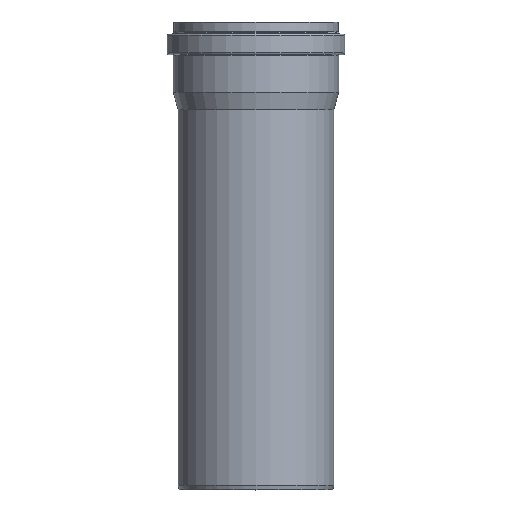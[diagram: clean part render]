
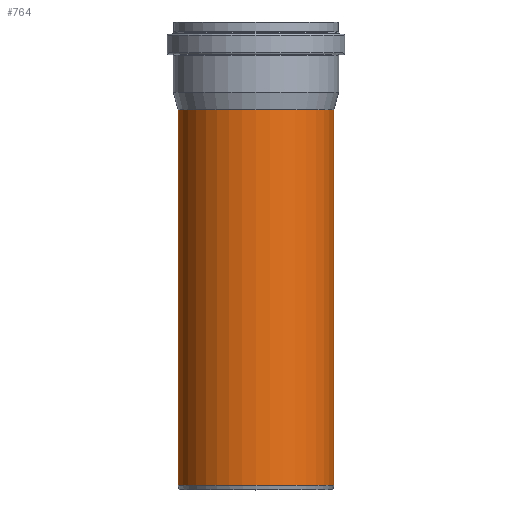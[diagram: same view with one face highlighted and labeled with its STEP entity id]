
A CAD part, top view. The second image highlights one B-rep face of the part: STEP entity #764.
In plain terms, the highlighted cylindrical face has radius 200 mm (diameter 400 mm), a full revolution.
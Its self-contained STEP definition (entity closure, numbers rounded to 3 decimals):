
#49=LINE('',#1461,#66);
#66=VECTOR('',#1204,200.);
#77=CYLINDRICAL_SURFACE('',#916,200.);
#115=FACE_OUTER_BOUND('',#155,.T.);
#155=EDGE_LOOP('',(#695,#696,#697,#698,#699,#700));
#256=CIRCLE('',#914,200.);
#257=CIRCLE('',#915,200.);
#258=CIRCLE('',#917,200.);
#259=CIRCLE('',#918,200.);
#348=VERTEX_POINT('',#1451);
#349=VERTEX_POINT('',#1452);
#350=VERTEX_POINT('',#1457);
#351=VERTEX_POINT('',#1458);
#465=EDGE_CURVE('',#348,#349,#256,.T.);
#466=EDGE_CURVE('',#349,#348,#257,.T.);
#468=EDGE_CURVE('',#350,#351,#258,.T.);
#469=EDGE_CURVE('',#351,#350,#259,.T.);
#470=EDGE_CURVE('',#351,#349,#49,.T.);
#695=ORIENTED_EDGE('',*,*,#468,.F.);
#696=ORIENTED_EDGE('',*,*,#469,.F.);
#697=ORIENTED_EDGE('',*,*,#470,.T.);
#698=ORIENTED_EDGE('',*,*,#466,.T.);
#699=ORIENTED_EDGE('',*,*,#465,.T.);
#700=ORIENTED_EDGE('',*,*,#470,.F.);
#764=ADVANCED_FACE('',(#115),#77,.T.);
#914=AXIS2_PLACEMENT_3D('',#1453,#1193,#1194);
#915=AXIS2_PLACEMENT_3D('',#1454,#1195,#1196);
#916=AXIS2_PLACEMENT_3D('',#1456,#1198,#1199);
#917=AXIS2_PLACEMENT_3D('',#1459,#1200,#1201);
#918=AXIS2_PLACEMENT_3D('',#1460,#1202,#1203);
#1193=DIRECTION('center_axis',(0.,-1.,0.));
#1194=DIRECTION('ref_axis',(1.,0.,0.));
#1195=DIRECTION('center_axis',(0.,-1.,0.));
#1196=DIRECTION('ref_axis',(1.,0.,0.));
#1198=DIRECTION('center_axis',(0.,-1.,0.));
#1199=DIRECTION('ref_axis',(1.,0.,0.));
#1200=DIRECTION('center_axis',(0.,-1.,0.));
#1201=DIRECTION('ref_axis',(1.,0.,0.));
#1202=DIRECTION('center_axis',(0.,-1.,0.));
#1203=DIRECTION('ref_axis',(1.,0.,0.));
#1204=DIRECTION('',(0.,1.,0.));
#1451=CARTESIAN_POINT('',(200.,-43.498,0.));
#1452=CARTESIAN_POINT('',(-200.,-43.498,0.));
#1453=CARTESIAN_POINT('Origin',(0.,-43.498,
0.));
#1454=CARTESIAN_POINT('Origin',(0.,-43.498,
0.));
#1456=CARTESIAN_POINT('Origin',(0.,-525.199,
0.));
#1457=CARTESIAN_POINT('',(200.,-1006.9,0.));
#1458=CARTESIAN_POINT('',(-200.,-1006.9,0.));
#1459=CARTESIAN_POINT('Origin',(0.,-1006.9,0.));
#1460=CARTESIAN_POINT('Origin',(0.,-1006.9,0.));
#1461=CARTESIAN_POINT('',(-200.,-525.199,0.));
